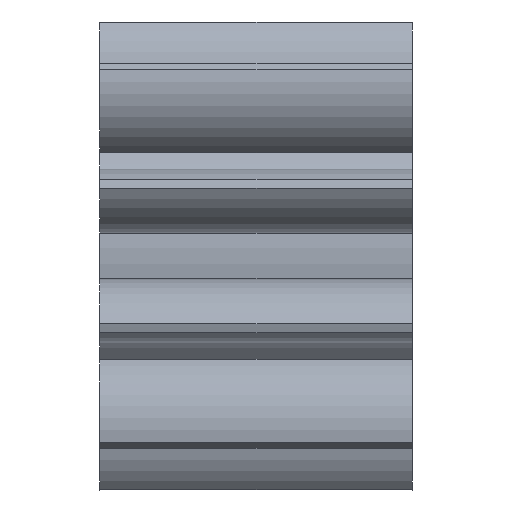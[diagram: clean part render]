
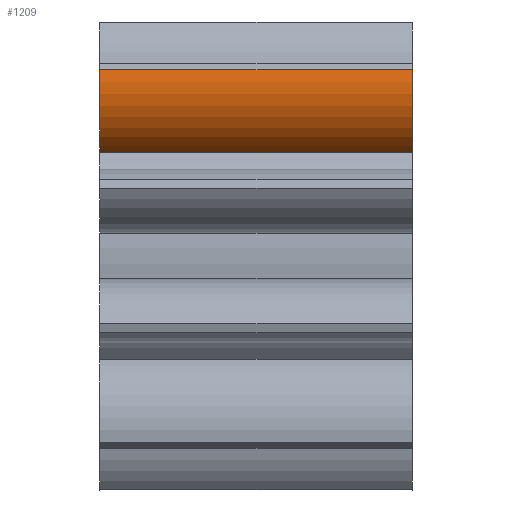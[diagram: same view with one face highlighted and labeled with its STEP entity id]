
A CAD part, front view. The second image highlights one B-rep face of the part: STEP entity #1209.
In plain terms, the highlighted cylindrical face has radius 3 mm (diameter 6 mm), a partial arc.
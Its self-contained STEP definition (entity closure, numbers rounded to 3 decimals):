
#6 = DIRECTION ( 'NONE',  ( -1., 0., 0. ) ) ;
#94 = EDGE_LOOP ( 'NONE', ( #1087, #800, #577, #1490 ) ) ;
#112 = CARTESIAN_POINT ( 'NONE',  ( 0., -3.974, 3.98 ) ) ;
#144 = VECTOR ( 'NONE', #1748, 1000. ) ;
#183 = EDGE_CURVE ( 'NONE', #1435, #641, #651, .T. ) ;
#224 = LINE ( 'NONE', #766, #144 ) ;
#263 = DIRECTION ( 'NONE',  ( -1., 0., 0. ) ) ;
#268 = CARTESIAN_POINT ( 'NONE',  ( 12., -2.496, 6.591 ) ) ;
#361 = CARTESIAN_POINT ( 'NONE',  ( 12., -3.974, 3.98 ) ) ;
#491 = DIRECTION ( 'NONE',  ( -1., 0., 0. ) ) ;
#498 = VERTEX_POINT ( 'NONE', #112 ) ;
#503 = EDGE_CURVE ( 'NONE', #498, #1363, #1615, .T. ) ;
#577 = ORIENTED_EDGE ( 'NONE', *, *, #1324, .F. ) ;
#640 = DIRECTION ( 'NONE',  ( 0., 0.588, 0.809 ) ) ;
#641 = VERTEX_POINT ( 'NONE', #1516 ) ;
#651 = CIRCLE ( 'NONE', #1709, 3. ) ;
#766 = CARTESIAN_POINT ( 'NONE',  ( 6., -5.44, 7.17 ) ) ;
#800 = ORIENTED_EDGE ( 'NONE', *, *, #503, .F. ) ;
#839 = AXIS2_PLACEMENT_3D ( 'NONE', #1284, #491, #640 ) ;
#953 = VECTOR ( 'NONE', #1553, 1000. ) ;
#957 = FACE_OUTER_BOUND ( 'NONE', #94, .T. ) ;
#1073 = DIRECTION ( 'NONE',  ( 0., 0.588, 0.809 ) ) ;
#1087 = ORIENTED_EDGE ( 'NONE', *, *, #1445, .T. ) ;
#1101 = CARTESIAN_POINT ( 'NONE',  ( 12., -2.496, 6.591 ) ) ;
#1209 = ADVANCED_FACE ( 'NONE', ( #957 ), #1505, .T. ) ;
#1284 = CARTESIAN_POINT ( 'NONE',  ( 0., -2.496, 6.591 ) ) ;
#1285 = CARTESIAN_POINT ( 'NONE',  ( 0., -5.44, 7.17 ) ) ;
#1324 = EDGE_CURVE ( 'NONE', #1435, #498, #1543, .T. ) ;
#1363 = VERTEX_POINT ( 'NONE', #1285 ) ;
#1374 = DIRECTION ( 'NONE',  ( 0., 0., 1. ) ) ;
#1416 = CARTESIAN_POINT ( 'NONE',  ( 12., -3.974, 3.98 ) ) ;
#1435 = VERTEX_POINT ( 'NONE', #361 ) ;
#1445 = EDGE_CURVE ( 'NONE', #641, #1363, #224, .T. ) ;
#1490 = ORIENTED_EDGE ( 'NONE', *, *, #183, .T. ) ;
#1505 = CYLINDRICAL_SURFACE ( 'NONE', #1699, 3. ) ;
#1516 = CARTESIAN_POINT ( 'NONE',  ( 12., -5.44, 7.17 ) ) ;
#1543 = LINE ( 'NONE', #1416, #953 ) ;
#1553 = DIRECTION ( 'NONE',  ( -1., 0., 0. ) ) ;
#1615 = CIRCLE ( 'NONE', #839, 3. ) ;
#1699 = AXIS2_PLACEMENT_3D ( 'NONE', #1101, #263, #1374 ) ;
#1709 = AXIS2_PLACEMENT_3D ( 'NONE', #268, #6, #1073 ) ;
#1748 = DIRECTION ( 'NONE',  ( -1., 0., 0. ) ) ;
